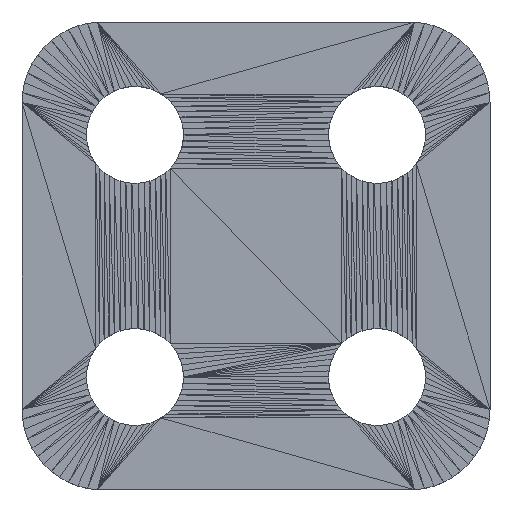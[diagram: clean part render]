
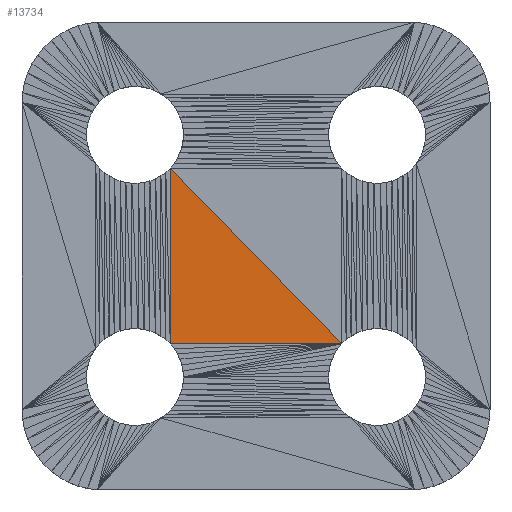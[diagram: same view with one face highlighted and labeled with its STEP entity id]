
A CAD part, top view. The second image highlights one B-rep face of the part: STEP entity #13734.
In plain terms, the highlighted planar face has unit normal (0, 0, 1).
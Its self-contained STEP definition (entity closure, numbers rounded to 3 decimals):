
#11397 = VERTEX_POINT('',#11398);
#11398 = CARTESIAN_POINT('',(-2.657,2.723,1.5));
#11495 = PLANE('',#11496);
#11496 = AXIS2_PLACEMENT_3D('',#11497,#11498,#11499);
#11497 = CARTESIAN_POINT('',(-2.691,0.014,1.5));
#11498 = DIRECTION('',(0.,0.,1.));
#11499 = DIRECTION('',(1.,0.,0.));
#13663 = PLANE('',#13664);
#13664 = AXIS2_PLACEMENT_3D('',#13665,#13666,#13667);
#13665 = CARTESIAN_POINT('',(0.788,0.788,1.5));
#13666 = DIRECTION('',(0.,0.,1.));
#13667 = DIRECTION('',(1.,0.,-0.));
#13681 = EDGE_CURVE('',#11397,#13682,#13684,.T.);
#13682 = VERTEX_POINT('',#13683);
#13683 = CARTESIAN_POINT('',(2.657,-2.723,1.5));
#13684 = SURFACE_CURVE('',#13685,(#13689,#13696),.PCURVE_S1.);
#13685 = LINE('',#13686,#13687);
#13686 = CARTESIAN_POINT('',(-2.657,2.723,1.5));
#13687 = VECTOR('',#13688,1.);
#13688 = DIRECTION('',(0.698,-0.716,0.));
#13689 = PCURVE('',#13663,#13690);
#13690 = DEFINITIONAL_REPRESENTATION('',(#13691),#13695);
#13691 = LINE('',#13692,#13693);
#13692 = CARTESIAN_POINT('',(-3.444,1.935));
#13693 = VECTOR('',#13694,1.);
#13694 = DIRECTION('',(0.698,-0.716));
#13695 = ( GEOMETRIC_REPRESENTATION_CONTEXT(2) 
PARAMETRIC_REPRESENTATION_CONTEXT() REPRESENTATION_CONTEXT('2D SPACE',''
  ) );
#13696 = PCURVE('',#13697,#13702);
#13697 = PLANE('',#13698);
#13698 = AXIS2_PLACEMENT_3D('',#13699,#13700,#13701);
#13699 = CARTESIAN_POINT('',(-0.788,-0.788,1.5));
#13700 = DIRECTION('',(0.,0.,1.));
#13701 = DIRECTION('',(1.,0.,-0.));
#13702 = DEFINITIONAL_REPRESENTATION('',(#13703),#13707);
#13703 = LINE('',#13704,#13705);
#13704 = CARTESIAN_POINT('',(-1.869,3.511));
#13705 = VECTOR('',#13706,1.);
#13706 = DIRECTION('',(0.698,-0.716));
#13707 = ( GEOMETRIC_REPRESENTATION_CONTEXT(2) 
PARAMETRIC_REPRESENTATION_CONTEXT() REPRESENTATION_CONTEXT('2D SPACE',''
  ) );
#13734 = ADVANCED_FACE('',(#13735),#13697,.T.);
#13735 = FACE_BOUND('',#13736,.T.);
#13736 = EDGE_LOOP('',(#13737,#13765,#13766));
#13737 = ORIENTED_EDGE('',*,*,#13738,.T.);
#13738 = EDGE_CURVE('',#13739,#13682,#13741,.T.);
#13739 = VERTEX_POINT('',#13740);
#13740 = CARTESIAN_POINT('',(-2.657,-2.723,1.5));
#13741 = SURFACE_CURVE('',#13742,(#13746,#13753),.PCURVE_S1.);
#13742 = LINE('',#13743,#13744);
#13743 = CARTESIAN_POINT('',(-2.657,-2.723,1.5));
#13744 = VECTOR('',#13745,1.);
#13745 = DIRECTION('',(1.,0.,0.));
#13746 = PCURVE('',#13697,#13747);
#13747 = DEFINITIONAL_REPRESENTATION('',(#13748),#13752);
#13748 = LINE('',#13749,#13750);
#13749 = CARTESIAN_POINT('',(-1.869,-1.935));
#13750 = VECTOR('',#13751,1.);
#13751 = DIRECTION('',(1.,0.));
#13752 = ( GEOMETRIC_REPRESENTATION_CONTEXT(2) 
PARAMETRIC_REPRESENTATION_CONTEXT() REPRESENTATION_CONTEXT('2D SPACE',''
  ) );
#13753 = PCURVE('',#13754,#13759);
#13754 = PLANE('',#13755);
#13755 = AXIS2_PLACEMENT_3D('',#13756,#13757,#13758);
#13756 = CARTESIAN_POINT('',(-0.017,-2.76,1.5));
#13757 = DIRECTION('',(0.,0.,1.));
#13758 = DIRECTION('',(0.,1.,0.));
#13759 = DEFINITIONAL_REPRESENTATION('',(#13760),#13764);
#13760 = LINE('',#13761,#13762);
#13761 = CARTESIAN_POINT('',(0.037,2.64));
#13762 = VECTOR('',#13763,1.);
#13763 = DIRECTION('',(0.,-1.));
#13764 = ( GEOMETRIC_REPRESENTATION_CONTEXT(2) 
PARAMETRIC_REPRESENTATION_CONTEXT() REPRESENTATION_CONTEXT('2D SPACE',''
  ) );
#13765 = ORIENTED_EDGE('',*,*,#13681,.F.);
#13766 = ORIENTED_EDGE('',*,*,#13767,.T.);
#13767 = EDGE_CURVE('',#11397,#13739,#13768,.T.);
#13768 = SURFACE_CURVE('',#13769,(#13773,#13780),.PCURVE_S1.);
#13769 = LINE('',#13770,#13771);
#13770 = CARTESIAN_POINT('',(-2.657,2.723,1.5));
#13771 = VECTOR('',#13772,1.);
#13772 = DIRECTION('',(0.,-1.,0.));
#13773 = PCURVE('',#13697,#13774);
#13774 = DEFINITIONAL_REPRESENTATION('',(#13775),#13779);
#13775 = LINE('',#13776,#13777);
#13776 = CARTESIAN_POINT('',(-1.869,3.511));
#13777 = VECTOR('',#13778,1.);
#13778 = DIRECTION('',(0.,-1.));
#13779 = ( GEOMETRIC_REPRESENTATION_CONTEXT(2) 
PARAMETRIC_REPRESENTATION_CONTEXT() REPRESENTATION_CONTEXT('2D SPACE',''
  ) );
#13780 = PCURVE('',#11495,#13781);
#13781 = DEFINITIONAL_REPRESENTATION('',(#13782),#13786);
#13782 = LINE('',#13783,#13784);
#13783 = CARTESIAN_POINT('',(0.035,2.709));
#13784 = VECTOR('',#13785,1.);
#13785 = DIRECTION('',(0.,-1.));
#13786 = ( GEOMETRIC_REPRESENTATION_CONTEXT(2) 
PARAMETRIC_REPRESENTATION_CONTEXT() REPRESENTATION_CONTEXT('2D SPACE',''
  ) );
